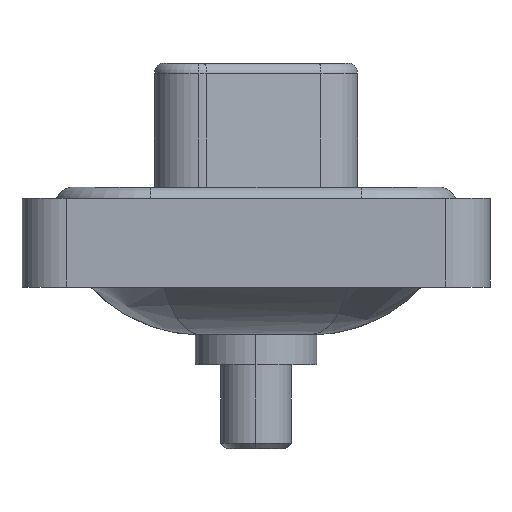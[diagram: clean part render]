
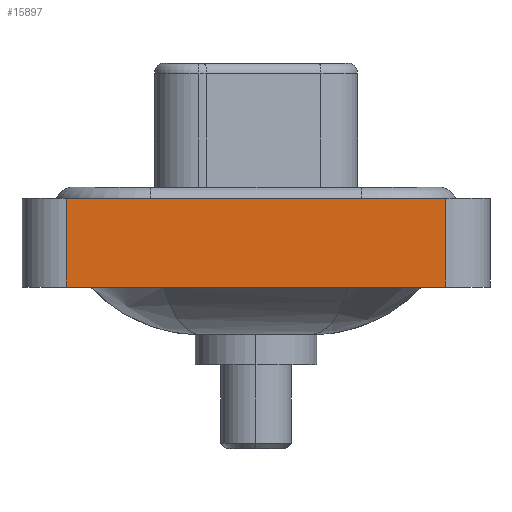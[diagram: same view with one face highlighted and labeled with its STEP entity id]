
A CAD part, left-side view. The second image highlights one B-rep face of the part: STEP entity #15897.
In plain terms, the highlighted planar face has unit normal (-1, 0, 0).
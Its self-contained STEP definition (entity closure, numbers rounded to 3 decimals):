
#433 = CARTESIAN_POINT ( 'NONE',  ( -7.3, -8.55, -3.6 ) ) ;
#744 = VECTOR ( 'NONE', #9208, 1000. ) ;
#1397 = LINE ( 'NONE', #7410, #15132 ) ;
#1573 = CARTESIAN_POINT ( 'NONE',  ( -7.3, -8.55, -3.6 ) ) ;
#2767 = VERTEX_POINT ( 'NONE', #1573 ) ;
#3361 = AXIS2_PLACEMENT_3D ( 'NONE', #433, #3401, #9185 ) ;
#3401 = DIRECTION ( 'NONE',  ( -1., 0., 0. ) ) ;
#3994 = ORIENTED_EDGE ( 'NONE', *, *, #15910, .T. ) ;
#4193 = CARTESIAN_POINT ( 'NONE',  ( -7.3, -8.55, 0.4 ) ) ;
#4614 = VECTOR ( 'NONE', #16830, 1000. ) ;
#5821 = EDGE_CURVE ( 'NONE', #17859, #14104, #1397, .T. ) ;
#6445 = LINE ( 'NONE', #12519, #4614 ) ;
#7410 = CARTESIAN_POINT ( 'NONE',  ( -7.3, 8.55, -3.6 ) ) ;
#7830 = FACE_OUTER_BOUND ( 'NONE', #16945, .T. ) ;
#8629 = LINE ( 'NONE', #4193, #15503 ) ;
#9185 = DIRECTION ( 'NONE',  ( 0., 0., 1. ) ) ;
#9208 = DIRECTION ( 'NONE',  ( 0., -1., 0. ) ) ;
#9548 = CARTESIAN_POINT ( 'NONE',  ( -7.3, -8.55, 0.4 ) ) ;
#11714 = DIRECTION ( 'NONE',  ( 0., 0., 1. ) ) ;
#12444 = LINE ( 'NONE', #15379, #744 ) ;
#12519 = CARTESIAN_POINT ( 'NONE',  ( -7.3, -8.55, -3.6 ) ) ;
#13123 = DIRECTION ( 'NONE',  ( 0., -1., 0. ) ) ;
#13387 = ORIENTED_EDGE ( 'NONE', *, *, #5821, .F. ) ;
#13584 = PLANE ( 'NONE',  #3361 ) ;
#14104 = VERTEX_POINT ( 'NONE', #16630 ) ;
#14118 = CARTESIAN_POINT ( 'NONE',  ( -7.3, 8.55, -3.6 ) ) ;
#15132 = VECTOR ( 'NONE', #11714, 1000. ) ;
#15379 = CARTESIAN_POINT ( 'NONE',  ( -7.3, -8.55, -3.6 ) ) ;
#15462 = EDGE_CURVE ( 'NONE', #17859, #2767, #12444, .T. ) ;
#15503 = VECTOR ( 'NONE', #13123, 1000. ) ;
#15897 = ADVANCED_FACE ( 'NONE', ( #7830 ), #13584, .T. ) ;
#15910 = EDGE_CURVE ( 'NONE', #2767, #17180, #6445, .T. ) ;
#16630 = CARTESIAN_POINT ( 'NONE',  ( -7.3, 8.55, 0.4 ) ) ;
#16830 = DIRECTION ( 'NONE',  ( 0., 0., 1. ) ) ;
#16945 = EDGE_LOOP ( 'NONE', ( #3994, #18322, #13387, #18213 ) ) ;
#17180 = VERTEX_POINT ( 'NONE', #9548 ) ;
#17859 = VERTEX_POINT ( 'NONE', #14118 ) ;
#18213 = ORIENTED_EDGE ( 'NONE', *, *, #15462, .T. ) ;
#18322 = ORIENTED_EDGE ( 'NONE', *, *, #18454, .F. ) ;
#18454 = EDGE_CURVE ( 'NONE', #14104, #17180, #8629, .T. ) ;
